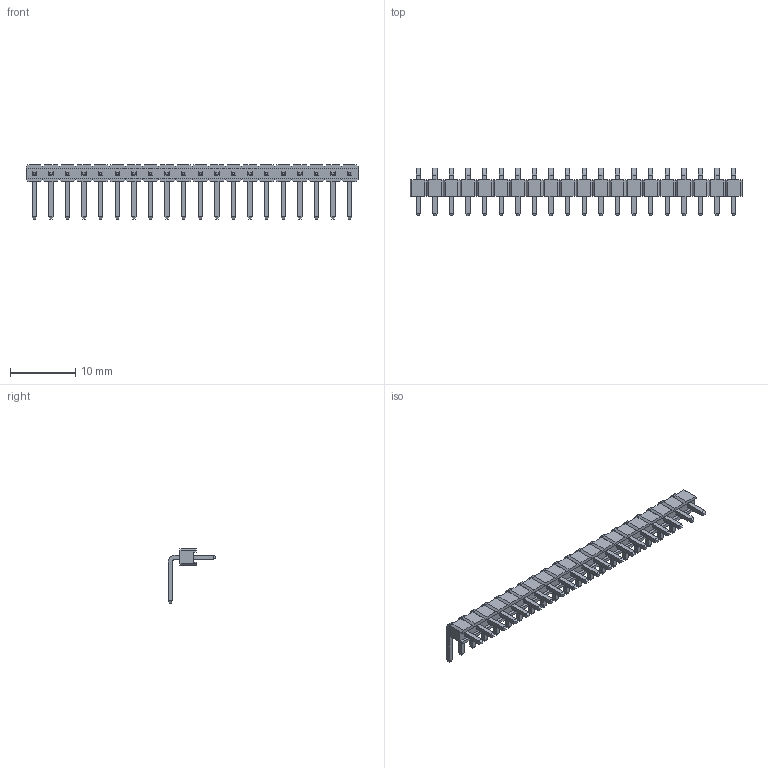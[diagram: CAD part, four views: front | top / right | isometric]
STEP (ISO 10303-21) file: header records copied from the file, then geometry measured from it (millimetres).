
FILE_DESCRIPTION (( 'STEP AP214' ), '1' );
FILE_NAME ('SW3dPS-0.1inch pin strip right angle.STEP', '2009-09-17T21:57:18', ( 'SysAdmin' ), ( 'SolidWorks' ), 'SwSTEP 2.0', 'SolidWorks 2009', '' );
FILE_SCHEMA (( 'AUTOMOTIVE_DESIGN' ));
Length unit declared in the file: millimetre
Products named in the file (1): SW3dPS-0.1inch pin strip right angle
Bounding box: 50.8 x 7.33 x 8.27 mm (x, y, z)
Volume: 375.2 mm3; surface area: 1169.8 mm2
Topology: 1 solids, 1 shells, 568 faces, 1418 edges, 892 vertices
Faces by surface type: plane 528, cylinder 40
Entity records: 17864 total; most frequent: CARTESIAN_POINT 2879, ORIENTED_EDGE 2836, DIRECTION 2636, EDGE_CURVE 1418, VECTOR 1338, LINE 1338, VERTEX_POINT 892, AXIS2_PLACEMENT_3D 649
